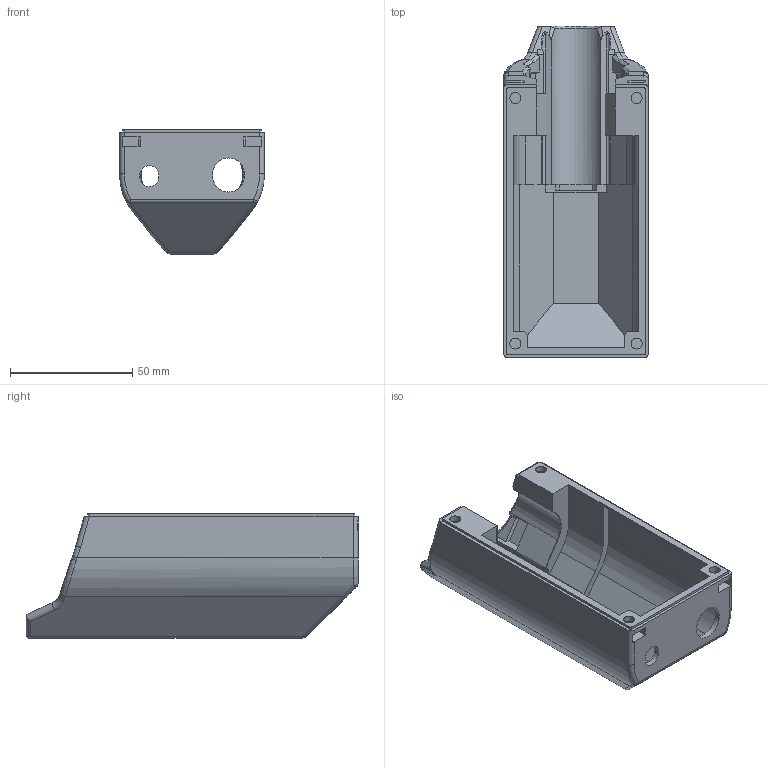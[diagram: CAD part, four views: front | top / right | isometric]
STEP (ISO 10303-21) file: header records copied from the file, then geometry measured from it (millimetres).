
FILE_DESCRIPTION(/* description */ (''),/* implementation_level */ '2;1');
FILE_NAME(/* name */ 'M12 Body One Piece.step',/* time_stamp */ '2023-12-28T10:06:08-08:00',/* author */ (''),/* organization */ (''),/* preprocessor_version */ 'ST-DEVELOPER v20',/* originating_system */ 'Autodesk Translation Framework v12.14.0.127',/* authorisation */ '');
FILE_SCHEMA (('AUTOMOTIVE_DESIGN { 1 0 10303 214 3 1 1 }'));
Length unit declared in the file: millimetre
Products named in the file (1): M12 Body One Piece
Bounding box: 59.4 x 136.02 x 51.1 mm (x, y, z)
Volume: 60200.2 mm3; surface area: 40327.4 mm2
Topology: 1 solids, 2 shells, 328 faces, 902 edges, 576 vertices
Faces by surface type: plane 191, cylinder 64, bspline 62, torus 6, cone 3, sphere 2
Full cylindrical faces by diameter (mm): 4.5 x4
Entity records: 11801 total; most frequent: CARTESIAN_POINT 3809, ORIENTED_EDGE 1804, DIRECTION 1445, EDGE_CURVE 902, LINE 593, VECTOR 593, VERTEX_POINT 576, AXIS2_PLACEMENT_3D 426
